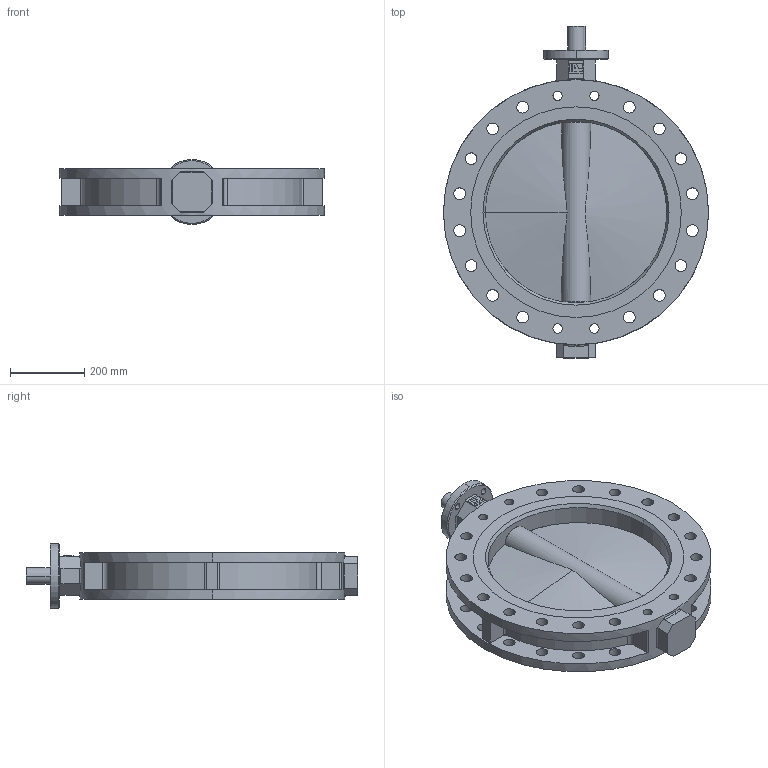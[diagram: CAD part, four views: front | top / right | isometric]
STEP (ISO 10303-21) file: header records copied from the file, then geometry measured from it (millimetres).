
FILE_DESCRIPTION (( 'STEP AP214' ), '1' );
FILE_NAME ('D40500._A.step', '2013-07-30T15:16:26', ( 'mbuehlmann' ), ( '' ), 'SwSTEP 2.0', 'SolidWorks 2012', '' );
FILE_SCHEMA (( 'AUTOMOTIVE_DESIGN' ));
Length unit declared in the file: millimetre
Products named in the file (6): ia-Logo26; ia-scheibe250_ia-scheibe500; ia-Dichtungbasic_Dichtung500; ia-Keil_ia-Keil500; BO.D40500._A; D40500._A
Assembly tree (5 placements, depth 2):
  D40500._A
    BO.D40500._A
    ia-Keil_ia-Keil500
    ia-Dichtungbasic_Dichtung500
    ia-scheibe250_ia-scheibe500
    ia-Logo26
Bounding box: 715 x 895 x 175 mm (x, y, z)
Volume: 25456980.5 mm3; surface area: 2200511.9 mm2
Topology: 5 solids, 5 shells, 224 faces, 614 edges, 402 vertices
Faces by surface type: cylinder 120, plane 70, cone 18, torus 14, sphere 2
Entity records: 8041 total; most frequent: CARTESIAN_POINT 1740, DIRECTION 1295, ORIENTED_EDGE 1222, EDGE_CURVE 611, AXIS2_PLACEMENT_3D 508, VERTEX_POINT 401, EDGE_LOOP 314, LINE 279
